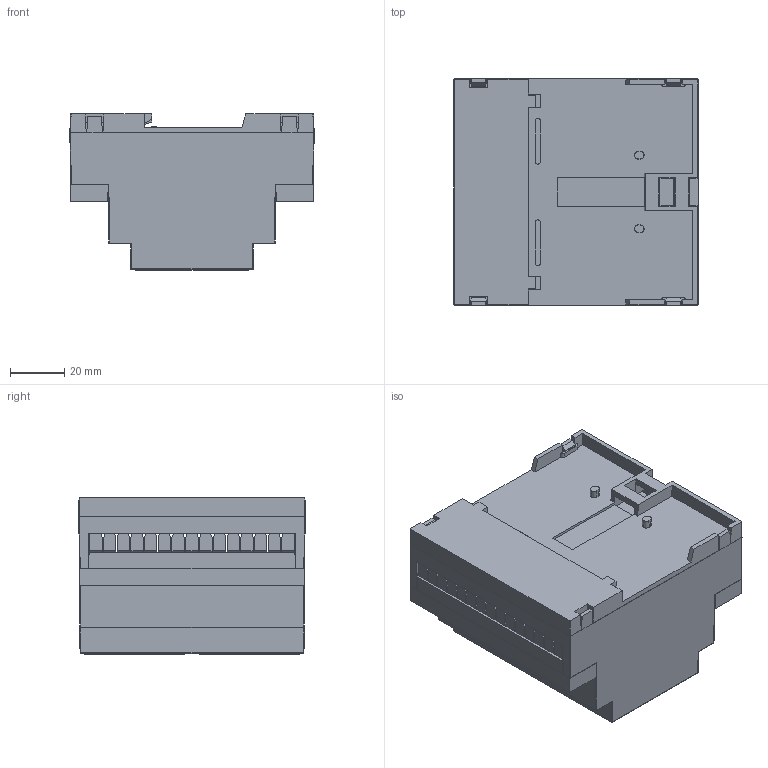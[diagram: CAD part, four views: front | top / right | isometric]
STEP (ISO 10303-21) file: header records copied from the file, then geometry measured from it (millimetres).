
FILE_DESCRIPTION (( 'STEP AP214' ), '1' );
FILE_NAME ('D5MG.STEP', '2016-08-19T07:31:54', ( '' ), ( '' ), 'SwSTEP 2.0', 'SolidWorks 2014', '' );
FILE_SCHEMA (( 'AUTOMOTIVE_DESIGN' ));
Length unit declared in the file: millimetre
Products named in the file (1): D5MG
Bounding box: 90.2 x 83.6 x 57.7 mm (x, y, z)
Volume: 68460.3 mm3; surface area: 91274.1 mm2
Topology: 6 solids, 6 shells, 1161 faces, 3497 edges, 2286 vertices
Faces by surface type: plane 859, cylinder 264, cone 22, bspline 16
Entity records: 40289 total; most frequent: CARTESIAN_POINT 8048, ORIENTED_EDGE 6978, DIRECTION 6434, EDGE_CURVE 3489, LINE 2730, VECTOR 2730, VERTEX_POINT 2286, AXIS2_PLACEMENT_3D 1852
